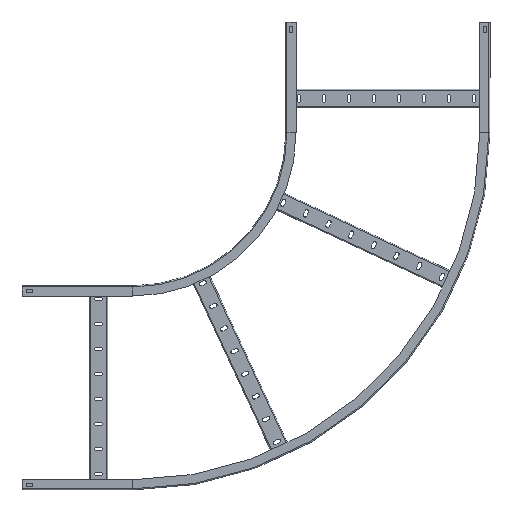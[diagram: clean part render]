
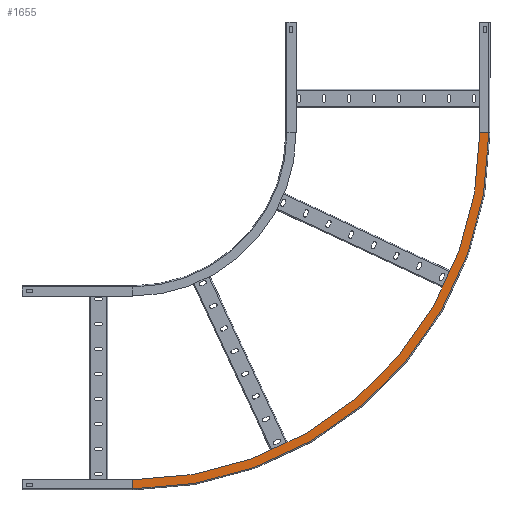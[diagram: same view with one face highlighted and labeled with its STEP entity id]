
A CAD part, front view. The second image highlights one B-rep face of the part: STEP entity #1655.
In plain terms, the highlighted planar face has unit normal (0, -1, 0).
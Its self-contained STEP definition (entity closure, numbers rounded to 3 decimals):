
#34 = FACE_OUTER_BOUND ( 'NONE', #385, .T. ) ;
#336 = DIRECTION ( 'NONE',  ( 1., 0., 0. ) ) ;
#385 = EDGE_LOOP ( 'NONE', ( #1305, #6008, #6879, #2022 ) ) ;
#484 = CARTESIAN_POINT ( 'NONE',  ( 0., 0., 0. ) ) ;
#551 = PLANE ( 'NONE',  #3004 ) ;
#1280 = AXIS2_PLACEMENT_3D ( 'NONE', #484, #4911, #7928 ) ;
#1281 = CARTESIAN_POINT ( 'NONE',  ( 0., 0., 0. ) ) ;
#1305 = ORIENTED_EDGE ( 'NONE', *, *, #6043, .F. ) ;
#1390 = DIRECTION ( 'NONE',  ( 0., 1., 0. ) ) ;
#1655 = ADVANCED_FACE ( 'NONE', ( #34 ), #551, .F. ) ;
#1765 = CIRCLE ( 'NONE', #4408, 697.8 ) ;
#1803 = CARTESIAN_POINT ( 'NONE',  ( 680., 0., 0. ) ) ;
#1931 = CARTESIAN_POINT ( 'NONE',  ( 680., 0., 0. ) ) ;
#2022 = ORIENTED_EDGE ( 'NONE', *, *, #8163, .T. ) ;
#2048 = CARTESIAN_POINT ( 'NONE',  ( 697.8, 0., 0. ) ) ;
#2483 = DIRECTION ( 'NONE',  ( 0., 0., -1. ) ) ;
#2563 = CARTESIAN_POINT ( 'NONE',  ( 0., 0., -680. ) ) ;
#3004 = AXIS2_PLACEMENT_3D ( 'NONE', #1931, #3775, #6333 ) ;
#3031 = EDGE_CURVE ( 'NONE', #7628, #5037, #3198, .T. ) ;
#3198 = LINE ( 'NONE', #6638, #7427 ) ;
#3599 = CARTESIAN_POINT ( 'NONE',  ( 0., 0., -680. ) ) ;
#3628 = EDGE_CURVE ( 'NONE', #7628, #4723, #7819, .T. ) ;
#3775 = DIRECTION ( 'NONE',  ( 0., 1., 0. ) ) ;
#3807 = VECTOR ( 'NONE', #2483, 1000. ) ;
#3908 = VERTEX_POINT ( 'NONE', #4611 ) ;
#4408 = AXIS2_PLACEMENT_3D ( 'NONE', #1281, #1390, #5167 ) ;
#4611 = CARTESIAN_POINT ( 'NONE',  ( 0., 0., -697.8 ) ) ;
#4723 = VERTEX_POINT ( 'NONE', #3599 ) ;
#4911 = DIRECTION ( 'NONE',  ( 0., 1., 0. ) ) ;
#5037 = VERTEX_POINT ( 'NONE', #2048 ) ;
#5167 = DIRECTION ( 'NONE',  ( 1., 0., 0. ) ) ;
#6008 = ORIENTED_EDGE ( 'NONE', *, *, #3031, .F. ) ;
#6043 = EDGE_CURVE ( 'NONE', #5037, #3908, #1765, .T. ) ;
#6333 = DIRECTION ( 'NONE',  ( 0., 0., 1. ) ) ;
#6638 = CARTESIAN_POINT ( 'NONE',  ( 680., 0., 0. ) ) ;
#6879 = ORIENTED_EDGE ( 'NONE', *, *, #3628, .T. ) ;
#7137 = LINE ( 'NONE', #2563, #3807 ) ;
#7427 = VECTOR ( 'NONE', #336, 1000. ) ;
#7628 = VERTEX_POINT ( 'NONE', #1803 ) ;
#7819 = CIRCLE ( 'NONE', #1280, 680. ) ;
#7928 = DIRECTION ( 'NONE',  ( 1., 0., 0. ) ) ;
#8163 = EDGE_CURVE ( 'NONE', #4723, #3908, #7137, .T. ) ;
